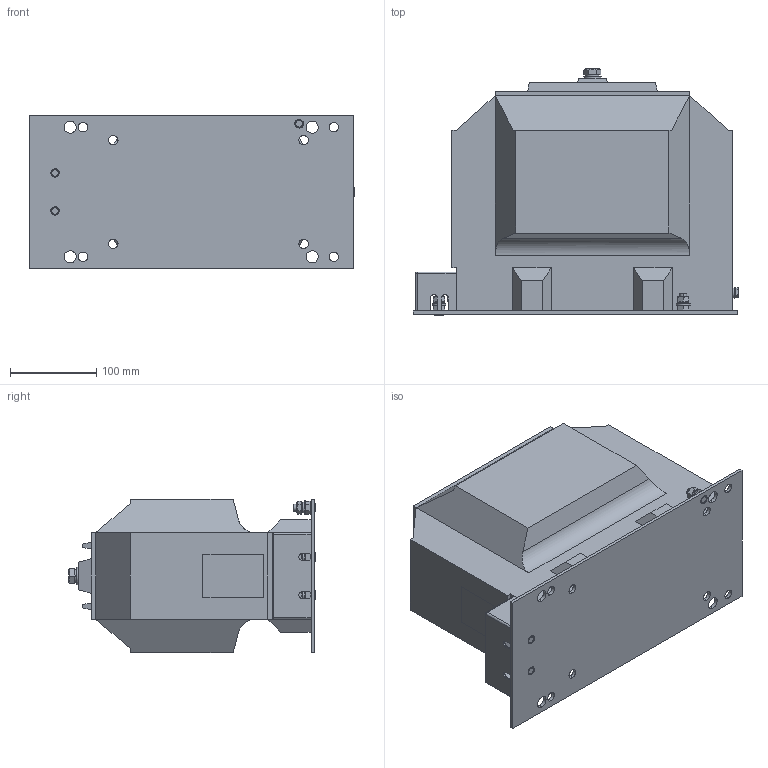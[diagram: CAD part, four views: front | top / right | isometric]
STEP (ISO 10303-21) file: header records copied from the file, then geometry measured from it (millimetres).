
FILE_DESCRIPTION (( 'STEP AP214' ), '1' );
FILE_NAME ('ﾍﾈﾎﾋ-ﾑﾒ-3-3ﾌ_ﾍﾈﾎﾋ-ﾑﾒ-6-3ﾌ_ﾍﾈﾎﾋ-ﾑﾒ-10-3ﾌ.STEP', '2023-08-10T18:48:33', ( '' ), ( '' ), 'SwSTEP 2.0', 'SolidWorks 2019', '' );
FILE_SCHEMA (( 'AUTOMOTIVE_DESIGN' ));
Length unit declared in the file: millimetre
Products named in the file (1): ﾍﾈﾎﾋ-ﾑﾒ-3-3ﾌ_ﾍﾈﾎﾋ-ﾑﾒ-6-3ﾌ_ﾍﾈﾎﾋ-ﾑﾒ-10-3ﾌ
Bounding box: 377 x 284.5 x 178 mm (x, y, z)
Volume: 10646054.4 mm3; surface area: 423436.5 mm2
Topology: 35 solids, 35 shells, 909 faces, 2315 edges, 1508 vertices
Faces by surface type: plane 505, cylinder 191, cone 117, bspline 72, torus 18, sphere 6
Entity records: 41320 total; most frequent: CARTESIAN_POINT 9299, ORIENTED_EDGE 4618, DIRECTION 4247, EDGE_CURVE 2309, VERTEX_POINT 1508, AXIS2_PLACEMENT_3D 1488, LINE 1271, VECTOR 1271
